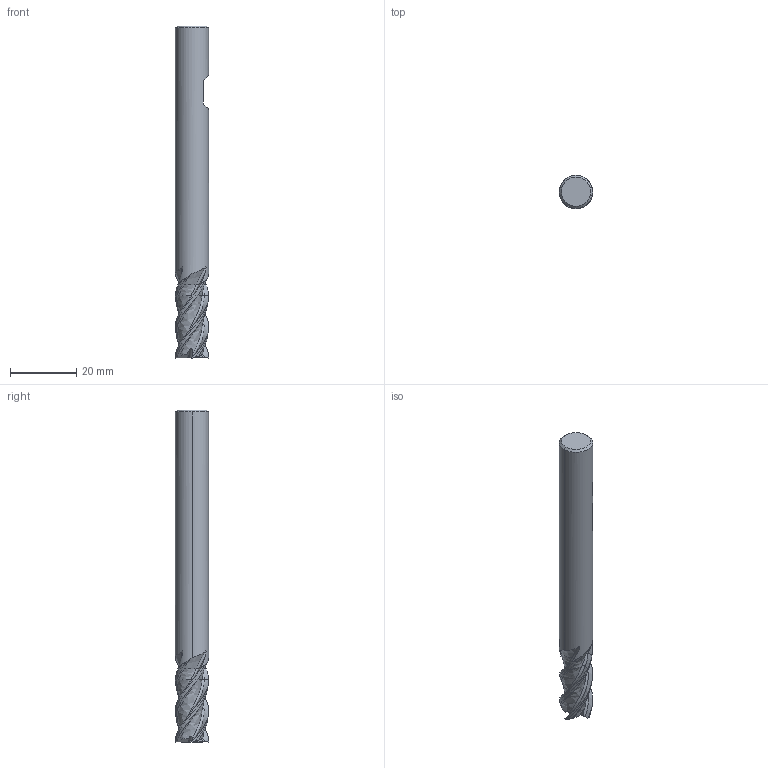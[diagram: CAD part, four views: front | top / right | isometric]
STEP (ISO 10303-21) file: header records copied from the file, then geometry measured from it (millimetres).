
FILE_DESCRIPTION(('CATIA V5 STEP Exchange'),'2;1');
FILE_NAME('endmill.stp','2015-10-26T10:26:28+00:00',('none'),('none'),'CATIA Version 5 Release 19 SP 2 (IN-10)','CATIA V5 STEP AP203','none');
FILE_SCHEMA(('CONFIG_CONTROL_DESIGN'));
Length unit declared in the file: millimetre
Products named in the file (1): Part1
Bounding box: 10 x 10 x 100 mm (x, y, z)
Volume: 6981.5 mm3; surface area: 3381.1 mm2
Topology: 1 solids, 1 shells, 110 faces, 269 edges, 161 vertices
Faces by surface type: bspline 72, plane 30, cylinder 6, cone 2
Entity records: 4935 total; most frequent: CARTESIAN_POINT 3093, ORIENTED_EDGE 538, EDGE_CURVE 269, B_SPLINE_CURVE_WITH_KNOTS 174, VERTEX_POINT 161, DIRECTION 111, ADVANCED_FACE 110, EDGE_LOOP 110
